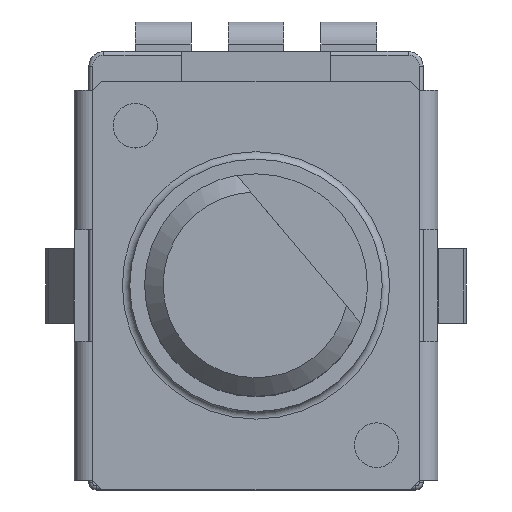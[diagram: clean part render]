
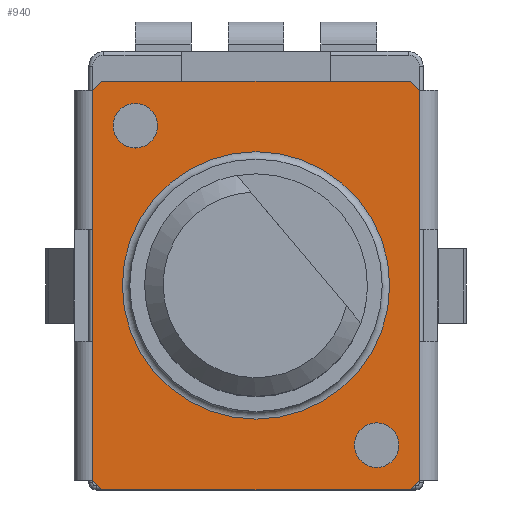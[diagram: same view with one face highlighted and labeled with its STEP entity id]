
A CAD part, top view. The second image highlights one B-rep face of the part: STEP entity #940.
In plain terms, the highlighted planar face has unit normal (0, 0, 1).
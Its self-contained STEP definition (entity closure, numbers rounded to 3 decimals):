
#940=ADVANCED_FACE('',(#3794,#3796,#3798,#3800),#3802,.T.);
#3794=FACE_BOUND('',#3795,.T.);
#3795=EDGE_LOOP('',(#6519,#6520,#6521,#6522,#6523,#6524,#6525,#6526,#6527,#6528,
#6529,#6530));
#3796=FACE_BOUND('',#3797,.T.);
#3797=EDGE_LOOP('',(#6531));
#3798=FACE_BOUND('',#3799,.T.);
#3799=EDGE_LOOP('',(#6532));
#3800=FACE_BOUND('',#3801,.T.);
#3801=EDGE_LOOP('',(#6533));
#3802=PLANE('',#3803);
#3803=AXIS2_PLACEMENT_3D('',#3804,#3805,#3806);
#3804=CARTESIAN_POINT('',(0.,0.,6.8));
#3805=DIRECTION('',(0.,0.,1.));
#3806=DIRECTION('',(1.,0.,0.));
#6519=ORIENTED_EDGE('',*,*,#7880,.T.);
#6520=ORIENTED_EDGE('',*,*,#7881,.T.);
#6521=ORIENTED_EDGE('',*,*,#7882,.T.);
#6522=ORIENTED_EDGE('',*,*,#7883,.T.);
#6523=ORIENTED_EDGE('',*,*,#7884,.T.);
#6524=ORIENTED_EDGE('',*,*,#7885,.T.);
#6525=ORIENTED_EDGE('',*,*,#7886,.T.);
#6526=ORIENTED_EDGE('',*,*,#7887,.T.);
#6527=ORIENTED_EDGE('',*,*,#7888,.T.);
#6528=ORIENTED_EDGE('',*,*,#7889,.T.);
#6529=ORIENTED_EDGE('',*,*,#7890,.T.);
#6530=ORIENTED_EDGE('',*,*,#7891,.T.);
#6531=ORIENTED_EDGE('',*,*,#7892,.T.);
#6532=ORIENTED_EDGE('',*,*,#7893,.T.);
#6533=ORIENTED_EDGE('',*,*,#7894,.F.);
#7880=EDGE_CURVE('',#8827,#8828,#8829,.F.);
#7881=EDGE_CURVE('',#8828,#8830,#8831,.T.);
#7882=EDGE_CURVE('',#8830,#8832,#8833,.T.);
#7883=EDGE_CURVE('',#8832,#8834,#8835,.T.);
#7884=EDGE_CURVE('',#8834,#8836,#8837,.T.);
#7885=EDGE_CURVE('',#8836,#8838,#8839,.T.);
#7886=EDGE_CURVE('',#8838,#8840,#8841,.F.);
#7887=EDGE_CURVE('',#8840,#8842,#8843,.T.);
#7888=EDGE_CURVE('',#8842,#8844,#8845,.T.);
#7889=EDGE_CURVE('',#8844,#8846,#8847,.T.);
#7890=EDGE_CURVE('',#8846,#8848,#8849,.T.);
#7891=EDGE_CURVE('',#8848,#8827,#8850,.T.);
#7892=EDGE_CURVE('',#8851,#8851,#8852,.F.);
#7893=EDGE_CURVE('',#8853,#8853,#8854,.F.);
#7894=EDGE_CURVE('',#8855,#8855,#8856,.T.);
#8827=VERTEX_POINT('',#10643);
#8828=VERTEX_POINT('',#10644);
#8829=LINE('',#10645,#10646);
#8830=VERTEX_POINT('',#10648);
#8831=LINE('',#10649,#10650);
#8832=VERTEX_POINT('',#10652);
#8833=LINE('',#10653,#10654);
#8834=VERTEX_POINT('',#10656);
#8835=LINE('',#10657,#10658);
#8836=VERTEX_POINT('',#10660);
#8837=LINE('',#10661,#10662);
#8838=VERTEX_POINT('',#10664);
#8839=LINE('',#10665,#10666);
#8840=VERTEX_POINT('',#10668);
#8841=LINE('',#10669,#10670);
#8842=VERTEX_POINT('',#10672);
#8843=LINE('',#10673,#10674);
#8844=VERTEX_POINT('',#10676);
#8845=LINE('',#10677,#10678);
#8846=VERTEX_POINT('',#10680);
#8847=LINE('',#10681,#10682);
#8848=VERTEX_POINT('',#10684);
#8849=LINE('',#10685,#10686);
#8850=LINE('',#10688,#10689);
#8851=VERTEX_POINT('',#10691);
#8852=CIRCLE('',#10692,0.6);
#8853=VERTEX_POINT('',#10696);
#8854=CIRCLE('',#10697,0.6);
#8855=VERTEX_POINT('',#10701);
#8856=CIRCLE('',#10702,3.6);
#10643=CARTESIAN_POINT('',(4.4,-1.5,6.8));
#10644=CARTESIAN_POINT('',(4.4,1.5,6.8));
#10645=CARTESIAN_POINT('',(4.4,1.5,6.8));
#10646=VECTOR('',#10647,1.);
#10647=DIRECTION('',(0.,-1.,0.));
#10648=CARTESIAN_POINT('',(4.4,5.25,6.8));
#10649=CARTESIAN_POINT('',(4.4,1.5,6.8));
#10650=VECTOR('',#10651,1.);
#10651=DIRECTION('',(0.,1.,0.));
#10652=CARTESIAN_POINT('',(4.15,5.5,6.8));
#10653=CARTESIAN_POINT('',(4.4,5.25,6.8));
#10654=VECTOR('',#10655,1.);
#10655=DIRECTION('',(-0.707,0.707,0.));
#10656=CARTESIAN_POINT('',(-4.15,5.5,6.8));
#10657=CARTESIAN_POINT('',(4.15,5.5,6.8));
#10658=VECTOR('',#10659,1.);
#10659=DIRECTION('',(-1.,0.,0.));
#10660=CARTESIAN_POINT('',(-4.4,5.25,6.8));
#10661=CARTESIAN_POINT('',(-4.15,5.5,6.8));
#10662=VECTOR('',#10663,1.);
#10663=DIRECTION('',(-0.707,-0.707,0.));
#10664=CARTESIAN_POINT('',(-4.4,1.5,6.8));
#10665=CARTESIAN_POINT('',(-4.4,5.25,6.8));
#10666=VECTOR('',#10667,1.);
#10667=DIRECTION('',(0.,-1.,0.));
#10668=CARTESIAN_POINT('',(-4.4,-1.5,6.8));
#10669=CARTESIAN_POINT('',(-4.4,-1.5,6.8));
#10670=VECTOR('',#10671,1.);
#10671=DIRECTION('',(0.,1.,0.));
#10672=CARTESIAN_POINT('',(-4.4,-5.25,6.8));
#10673=CARTESIAN_POINT('',(-4.4,-1.5,6.8));
#10674=VECTOR('',#10675,1.);
#10675=DIRECTION('',(0.,-1.,0.));
#10676=CARTESIAN_POINT('',(-4.15,-5.5,6.8));
#10677=CARTESIAN_POINT('',(-4.4,-5.25,6.8));
#10678=VECTOR('',#10679,1.);
#10679=DIRECTION('',(0.707,-0.707,0.));
#10680=CARTESIAN_POINT('',(4.15,-5.5,6.8));
#10681=CARTESIAN_POINT('',(-4.15,-5.5,6.8));
#10682=VECTOR('',#10683,1.);
#10683=DIRECTION('',(1.,0.,0.));
#10684=CARTESIAN_POINT('',(4.4,-5.25,6.8));
#10685=CARTESIAN_POINT('',(4.15,-5.5,6.8));
#10686=VECTOR('',#10687,1.);
#10687=DIRECTION('',(0.707,0.707,0.));
#10688=CARTESIAN_POINT('',(4.4,-5.25,6.8));
#10689=VECTOR('',#10690,1.);
#10690=DIRECTION('',(0.,1.,0.));
#10691=CARTESIAN_POINT('',(-2.65,4.3,6.8));
#10692=AXIS2_PLACEMENT_3D('',#10693,#10694,#10695);
#10693=CARTESIAN_POINT('',(-3.25,4.3,6.8));
#10694=DIRECTION('',(0.,0.,1.));
#10695=DIRECTION('',(1.,0.,0.));
#10696=CARTESIAN_POINT('',(3.85,-4.3,6.8));
#10697=AXIS2_PLACEMENT_3D('',#10698,#10699,#10700);
#10698=CARTESIAN_POINT('',(3.25,-4.3,6.8));
#10699=DIRECTION('',(0.,0.,1.));
#10700=DIRECTION('',(1.,0.,0.));
#10701=CARTESIAN_POINT('',(3.6,0.,6.8));
#10702=AXIS2_PLACEMENT_3D('',#10703,#10704,#10705);
#10703=CARTESIAN_POINT('',(0.,0.,6.8));
#10704=DIRECTION('',(0.,0.,1.));
#10705=DIRECTION('',(1.,0.,0.));
